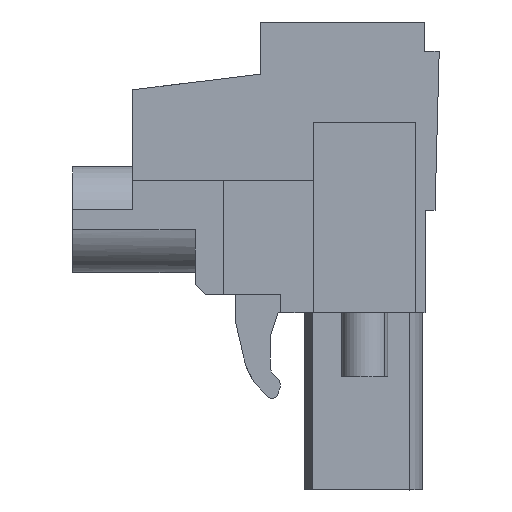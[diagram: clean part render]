
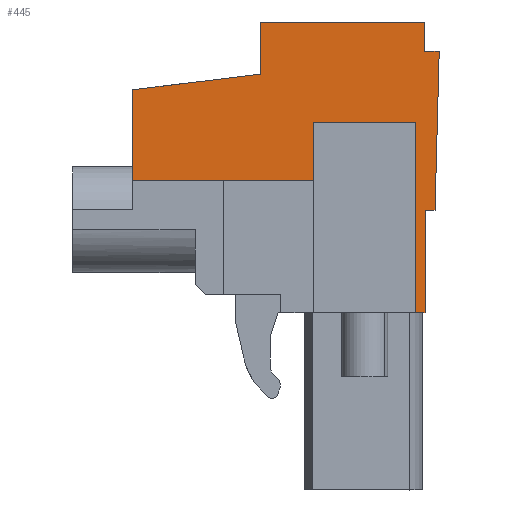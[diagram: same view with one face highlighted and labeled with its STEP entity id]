
A CAD part, left-side view. The second image highlights one B-rep face of the part: STEP entity #445.
In plain terms, the highlighted planar face has unit normal (-1, 0, 0).
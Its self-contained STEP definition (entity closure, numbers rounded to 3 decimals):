
#345=AXIS2_PLACEMENT_3D('Plane Axis2P3D',#342,#343,#344) ;
#40=CARTESIAN_POINT('Vertex',(4.94,8.9,20.75)) ;
#45=CARTESIAN_POINT('Line Origine',(4.94,8.9,22.05)) ;
#49=CARTESIAN_POINT('Vertex',(4.94,8.9,23.35)) ;
#285=CARTESIAN_POINT('Vertex',(4.94,15.25,19.97)) ;
#288=CARTESIAN_POINT('Line Origine',(4.94,12.075,20.36)) ;
#342=CARTESIAN_POINT('Axis2P3D Location',(4.94,-1.91,-25.3)) ;
#347=CARTESIAN_POINT('Line Origine',(4.94,0.908,8.85)) ;
#351=CARTESIAN_POINT('Vertex',(4.94,1.139,8.85)) ;
#353=CARTESIAN_POINT('Vertex',(4.94,0.677,8.85)) ;
#356=CARTESIAN_POINT('Line Origine',(4.94,0.664,11.4)) ;
#360=CARTESIAN_POINT('Vertex',(4.94,0.65,13.95)) ;
#363=CARTESIAN_POINT('Line Origine',(4.94,0.414,13.95)) ;
#367=CARTESIAN_POINT('Vertex',(4.94,0.179,13.95)) ;
#370=CARTESIAN_POINT('Line Origine',(4.94,0.075,17.925)) ;
#374=CARTESIAN_POINT('Vertex',(4.94,-0.029,21.9)) ;
#377=CARTESIAN_POINT('Line Origine',(4.94,0.335,21.9)) ;
#381=CARTESIAN_POINT('Vertex',(4.94,0.7,21.9)) ;
#384=CARTESIAN_POINT('Line Origine',(4.94,0.7,22.625)) ;
#388=CARTESIAN_POINT('Vertex',(4.94,0.7,23.35)) ;
#391=CARTESIAN_POINT('Line Origine',(4.94,4.8,23.35)) ;
#396=CARTESIAN_POINT('Line Origine',(4.94,15.25,17.71)) ;
#400=CARTESIAN_POINT('Vertex',(4.94,15.25,15.45)) ;
#403=CARTESIAN_POINT('Line Origine',(4.94,10.744,15.45)) ;
#407=CARTESIAN_POINT('Vertex',(4.94,6.239,15.45)) ;
#410=CARTESIAN_POINT('Line Origine',(4.94,6.239,16.68)) ;
#414=CARTESIAN_POINT('Vertex',(4.94,6.239,17.91)) ;
#417=CARTESIAN_POINT('Line Origine',(4.94,3.689,17.91)) ;
#421=CARTESIAN_POINT('Vertex',(4.94,1.139,17.91)) ;
#424=CARTESIAN_POINT('Line Origine',(4.94,1.139,13.38)) ;
#46=DIRECTION('Vector Direction',(0.,0.,1.)) ;
#289=DIRECTION('Vector Direction',(0.,-0.993,0.122)) ;
#343=DIRECTION('Axis2P3D Direction',(-1.,0.,0.)) ;
#344=DIRECTION('Axis2P3D XDirection',(0.,-1.,0.)) ;
#348=DIRECTION('Vector Direction',(0.,-1.,0.)) ;
#357=DIRECTION('Vector Direction',(0.,-0.005,1.)) ;
#364=DIRECTION('Vector Direction',(0.,1.,0.)) ;
#371=DIRECTION('Vector Direction',(0.,0.026,-1.)) ;
#378=DIRECTION('Vector Direction',(0.,-1.,0.)) ;
#385=DIRECTION('Vector Direction',(0.,0.,-1.)) ;
#392=DIRECTION('Vector Direction',(0.,-1.,0.)) ;
#397=DIRECTION('Vector Direction',(0.,0.,-1.)) ;
#404=DIRECTION('Vector Direction',(0.,1.,0.)) ;
#411=DIRECTION('Vector Direction',(0.,0.,-1.)) ;
#418=DIRECTION('Vector Direction',(0.,-1.,0.)) ;
#425=DIRECTION('Vector Direction',(0.,0.,-1.)) ;
#47=VECTOR('Line Direction',#46,1.) ;
#290=VECTOR('Line Direction',#289,1.) ;
#349=VECTOR('Line Direction',#348,1.) ;
#358=VECTOR('Line Direction',#357,1.) ;
#365=VECTOR('Line Direction',#364,1.) ;
#372=VECTOR('Line Direction',#371,1.) ;
#379=VECTOR('Line Direction',#378,1.) ;
#386=VECTOR('Line Direction',#385,1.) ;
#393=VECTOR('Line Direction',#392,1.) ;
#398=VECTOR('Line Direction',#397,1.) ;
#405=VECTOR('Line Direction',#404,1.) ;
#412=VECTOR('Line Direction',#411,1.) ;
#419=VECTOR('Line Direction',#418,1.) ;
#426=VECTOR('Line Direction',#425,1.) ;
#430=ORIENTED_EDGE('',*,*,#355,.T.) ;
#431=ORIENTED_EDGE('',*,*,#362,.T.) ;
#432=ORIENTED_EDGE('',*,*,#369,.T.) ;
#433=ORIENTED_EDGE('',*,*,#376,.T.) ;
#434=ORIENTED_EDGE('',*,*,#383,.T.) ;
#435=ORIENTED_EDGE('',*,*,#390,.T.) ;
#436=ORIENTED_EDGE('',*,*,#395,.T.) ;
#437=ORIENTED_EDGE('',*,*,#51,.T.) ;
#438=ORIENTED_EDGE('',*,*,#292,.T.) ;
#439=ORIENTED_EDGE('',*,*,#402,.T.) ;
#440=ORIENTED_EDGE('',*,*,#409,.F.) ;
#441=ORIENTED_EDGE('',*,*,#416,.T.) ;
#442=ORIENTED_EDGE('',*,*,#423,.T.) ;
#443=ORIENTED_EDGE('',*,*,#428,.F.) ;
#445=ADVANCED_FACE('HOUSING',(#444),#346,.T.) ;
#51=EDGE_CURVE('',#50,#41,#48,.F.) ;
#292=EDGE_CURVE('',#41,#286,#291,.F.) ;
#355=EDGE_CURVE('',#352,#354,#350,.T.) ;
#362=EDGE_CURVE('',#354,#361,#359,.T.) ;
#369=EDGE_CURVE('',#361,#368,#366,.F.) ;
#376=EDGE_CURVE('',#368,#375,#373,.F.) ;
#383=EDGE_CURVE('',#375,#382,#380,.F.) ;
#390=EDGE_CURVE('',#382,#389,#387,.F.) ;
#395=EDGE_CURVE('',#389,#50,#394,.F.) ;
#402=EDGE_CURVE('',#286,#401,#399,.T.) ;
#409=EDGE_CURVE('',#408,#401,#406,.T.) ;
#416=EDGE_CURVE('',#408,#415,#413,.F.) ;
#423=EDGE_CURVE('',#415,#422,#420,.T.) ;
#428=EDGE_CURVE('',#352,#422,#427,.F.) ;
#429=EDGE_LOOP('',(#430,#431,#432,#433,#434,#435,#436,#437,#438,#439,#440,#441,#442,#443)) ;
#444=FACE_OUTER_BOUND('',#429,.T.) ;
#48=LINE('Line',#45,#47) ;
#291=LINE('Line',#288,#290) ;
#350=LINE('Line',#347,#349) ;
#359=LINE('Line',#356,#358) ;
#366=LINE('Line',#363,#365) ;
#373=LINE('Line',#370,#372) ;
#380=LINE('Line',#377,#379) ;
#387=LINE('Line',#384,#386) ;
#394=LINE('Line',#391,#393) ;
#399=LINE('Line',#396,#398) ;
#406=LINE('Line',#403,#405) ;
#413=LINE('Line',#410,#412) ;
#420=LINE('Line',#417,#419) ;
#427=LINE('Line',#424,#426) ;
#346=PLANE('',#345) ;
#41=VERTEX_POINT('',#40) ;
#50=VERTEX_POINT('',#49) ;
#286=VERTEX_POINT('',#285) ;
#352=VERTEX_POINT('',#351) ;
#354=VERTEX_POINT('',#353) ;
#361=VERTEX_POINT('',#360) ;
#368=VERTEX_POINT('',#367) ;
#375=VERTEX_POINT('',#374) ;
#382=VERTEX_POINT('',#381) ;
#389=VERTEX_POINT('',#388) ;
#401=VERTEX_POINT('',#400) ;
#408=VERTEX_POINT('',#407) ;
#415=VERTEX_POINT('',#414) ;
#422=VERTEX_POINT('',#421) ;
